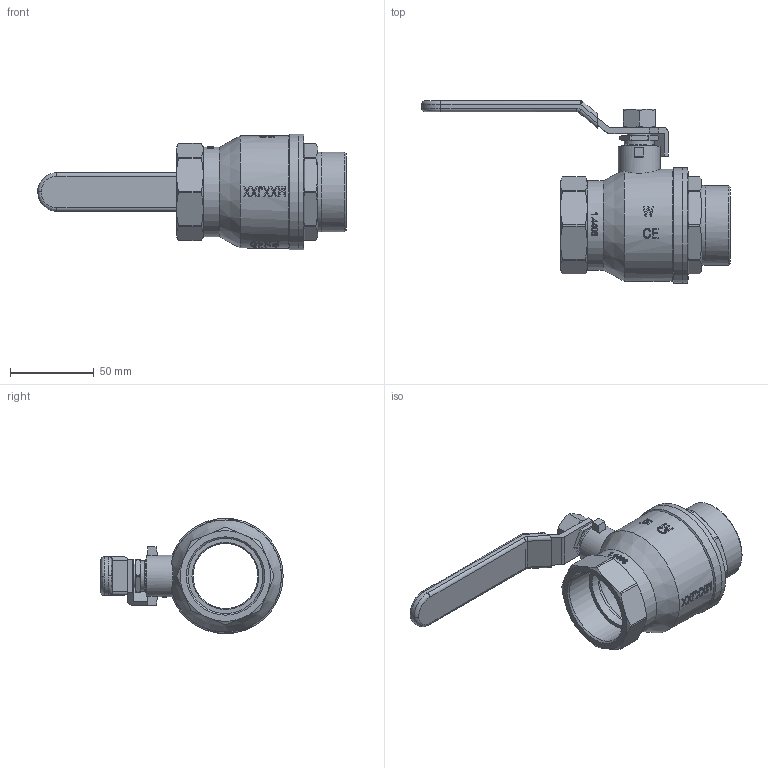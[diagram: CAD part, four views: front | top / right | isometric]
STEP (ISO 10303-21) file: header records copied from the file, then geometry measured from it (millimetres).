
FILE_DESCRIPTION(/* description */ ('Unknown','CAx-IF Rec.Pracs.---Representation and Presentation of Product Manufacturing Information (PMI)---4.0---2014-10-13','CAx-IF Rec.Pracs.---3D Tessellated Geometry---0.4---2014-09-14','2;1'),/* implementation_level */ '2;1');
FILE_NAME(/* name */ '9391-08',/* time_stamp */ '2024-02-19T10:31:02+01:00',/* author */ ('Unknown'),/* organization */ ('Unknown'),/* preprocessor_version */ 'ST-DEVELOPER v18.102',/* originating_system */ 'Solid Edge',/* authorisation */ 'Unknown');
FILE_SCHEMA (('AP242_MANAGED_MODEL_BASED_3D_ENGINEERING_MIM_LF { 1 0 10303 442 1 1 4 }'));
Length unit declared in the file: millimetre
Products named in the file (13): 9391-08; Stahlgriff 1 1_4 - 1 1_2; Stahl-Griff-Ummantelung-1_1_4-1_1_2; Stahl-Griff-1_1_4-1_1_2; Assem1_oa_0; Dichtung_Eischraubteil-Kvrper__1-1_2; Kvrper-1-1_2; Einschraubteil-1_1_2; Stopfbuchse-1-1_4_-_2; Spindeldichtung__1-1_4_-_2; Spindel-Zusammanbau__1-1_2_oa_1; Spindel-1-1_2; 600-1_1_4-Mutter-st.g.
Assembly tree (12 placements, depth 4):
  9391-08
    Stahlgriff 1 1_4 - 1 1_2
      Stahl-Griff-Ummantelung-1_1_4-1_1_2
      Stahl-Griff-1_1_4-1_1_2
    Assem1_oa_0
      Dichtung_Eischraubteil-Kvrper__1-1_2
      Kvrper-1-1_2
      Einschraubteil-1_1_2
      Stopfbuchse-1-1_4_-_2
      Spindeldichtung__1-1_4_-_2
      Spindel-Zusammanbau__1-1_2_oa_1
        Spindel-1-1_2
    600-1_1_4-Mutter-st.g.
Bounding box: 184.5 x 109 x 69 mm (x, y, z)
Volume: 123230.7 mm3; surface area: 75871.9 mm2
Topology: 9 solids, 9 shells, 1000 faces, 2723 edges, 1802 vertices
Faces by surface type: plane 809, cylinder 116, cone 63, bspline 10, torus 1, sphere 1
Full cylindrical faces by diameter (mm): 10.2 x1, 14 x3, 14.5 x1, 18 x2, 18.3 x1, 18.376 x1, 18.38 x1, 19 x1, 20 x1, 20.376 x1, 25 x1, 38.8 x1, 40 x2, 44.845 x1, 47.803 x1, 47.804 x1, 49 x2, 53.5 x1, 60.5 x1, 62 x3, 65 x1, 65.2 x1, 67 x1, 69 x2
Entity records: 33799 total; most frequent: CARTESIAN_POINT 7429, DIRECTION 5885, ORIENTED_EDGE 5300, EDGE_CURVE 2650, AXIS2_PLACEMENT_3D 2347, VERTEX_POINT 1782, LINE 1191, VECTOR 1191
